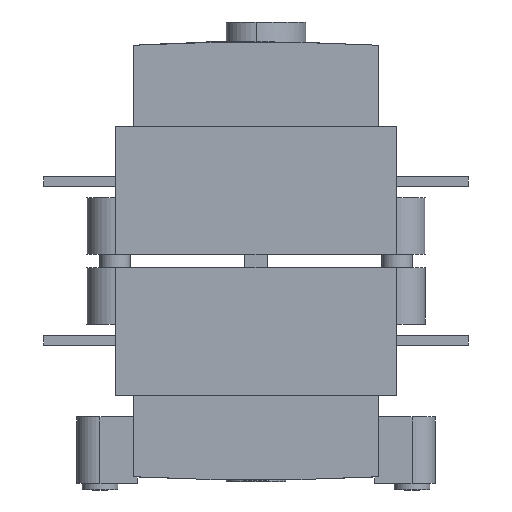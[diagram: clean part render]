
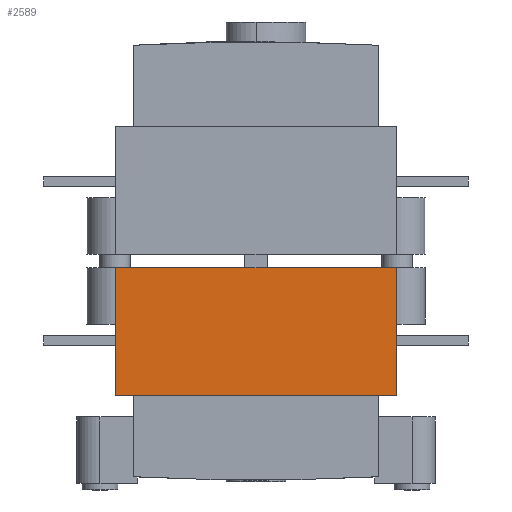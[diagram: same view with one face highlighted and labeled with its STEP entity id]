
A CAD part, left-side view. The second image highlights one B-rep face of the part: STEP entity #2589.
In plain terms, the highlighted planar face has unit normal (-1, 0, 0).
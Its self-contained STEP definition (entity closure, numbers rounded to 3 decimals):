
#2550=CARTESIAN_POINT('',(-98.061,86.77,67.478));
#2551=DIRECTION('',(1.0,0.0,0.0));
#2552=DIRECTION('',(0.0,0.0,-1.0));
#2553=AXIS2_PLACEMENT_3D('',#2550,#2551,#2552);
#2554=PLANE('',#2553);
#2555=CARTESIAN_POINT('',(-98.061,38.6,55.342));
#2556=VERTEX_POINT('',#2555);
#2557=CARTESIAN_POINT('',(-98.061,38.6,16.842));
#2558=VERTEX_POINT('',#2557);
#2559=CARTESIAN_POINT('',(-98.061,38.6,55.342));
#2560=DIRECTION('',(0.0,0.0,-1.0));
#2561=VECTOR('',#2560,38.5);
#2562=LINE('',#2559,#2561);
#2563=EDGE_CURVE('',#2556,#2558,#2562,.T.);
#2564=ORIENTED_EDGE('',*,*,#2563,.F.);
#2565=CARTESIAN_POINT('',(-98.061,123.,55.342));
#2566=VERTEX_POINT('',#2565);
#2567=CARTESIAN_POINT('',(-98.061,123.,55.342));
#2568=DIRECTION('',(0.0,-1.0,0.0));
#2569=VECTOR('',#2568,84.4);
#2570=LINE('',#2567,#2569);
#2571=EDGE_CURVE('',#2566,#2556,#2570,.T.);
#2572=ORIENTED_EDGE('',*,*,#2571,.F.);
#2573=CARTESIAN_POINT('',(-98.061,123.,16.842));
#2574=VERTEX_POINT('',#2573);
#2575=CARTESIAN_POINT('',(-98.061,123.,16.842));
#2576=DIRECTION('',(0.0,0.0,1.0));
#2577=VECTOR('',#2576,38.5);
#2578=LINE('',#2575,#2577);
#2579=EDGE_CURVE('',#2574,#2566,#2578,.T.);
#2580=ORIENTED_EDGE('',*,*,#2579,.F.);
#2581=CARTESIAN_POINT('',(-98.061,38.6,16.842));
#2582=DIRECTION('',(0.0,1.0,0.0));
#2583=VECTOR('',#2582,84.4);
#2584=LINE('',#2581,#2583);
#2585=EDGE_CURVE('',#2558,#2574,#2584,.T.);
#2586=ORIENTED_EDGE('',*,*,#2585,.F.);
#2587=EDGE_LOOP('',(#2564,#2572,#2580,#2586));
#2588=FACE_OUTER_BOUND('',#2587,.T.);
#2589=ADVANCED_FACE('',(#2588),#2554,.F.);
